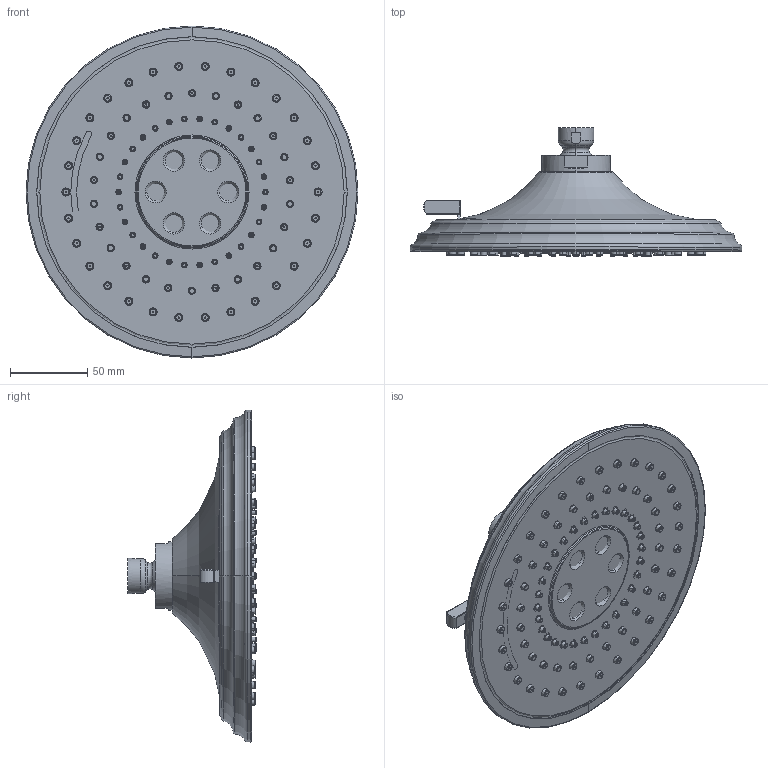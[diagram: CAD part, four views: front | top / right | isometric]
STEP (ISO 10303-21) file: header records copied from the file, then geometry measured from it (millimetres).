
FILE_DESCRIPTION((''),'2;1');
FILE_NAME('2157_ASM','2021-03-17T11:35:54',('rsmith'),(''),'CREO PARAMETRIC BY PTC INC, 2018400','CREO PARAMETRIC BY PTC INC, 2018400','');
FILE_SCHEMA(('AUTOMOTIVE_DESIGN { 1 0 10303 214 1 1 1 1 }'));
Length unit declared in the file: inch
Products named in the file (13): 12959; MANIFOLD_SOLID_BREP_129858; MANIFOLD_SOLID_BREP_191852; 4844-105_55_ASM; 4844-105_ASM_59_ASM; 4844-502_ASM_20_ASM; 1-392_ASM; 12966; 80018; 12963; 12964; 12965; 2157_ASM
Assembly tree (12 placements, depth 6):
  2157_ASM
    12959
    1-392_ASM
      4844-502_ASM_20_ASM
        4844-105_ASM_59_ASM
          4844-105_55_ASM
            MANIFOLD_SOLID_BREP_129858
            MANIFOLD_SOLID_BREP_191852
    12966
    80018
    12963
    12964
    12965
Bounding box: 215.06 x 83.17 x 215.06 mm (x, y, z)
Volume: 932426.6 mm3; surface area: 202499.5 mm2
Topology: 8 solids, 8 shells, 2453 faces, 6157 edges, 3956 vertices
Faces by surface type: cone 1145, plane 484, cylinder 378, torus 324, bspline 114, sphere 8
Entity records: 102215 total; most frequent: CARTESIAN_POINT 40029, ORIENTED_EDGE 12314, DIRECTION 11849, EDGE_CURVE 6157, AXIS2_PLACEMENT_3D 4835, VERTEX_POINT 3956, EDGE_LOOP 3007, CIRCLE 2466
